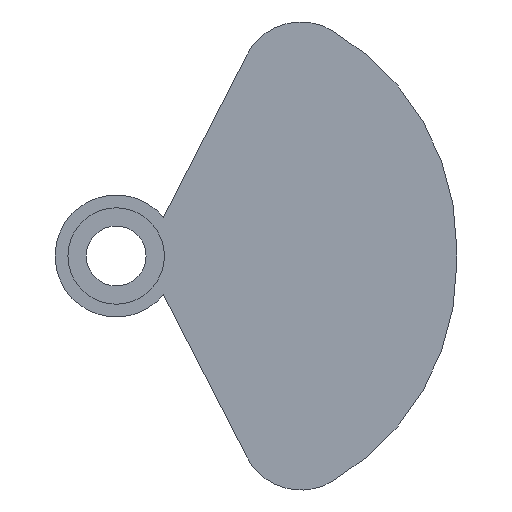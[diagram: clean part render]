
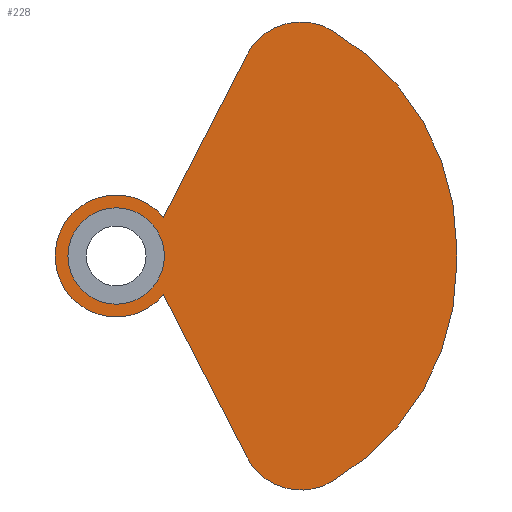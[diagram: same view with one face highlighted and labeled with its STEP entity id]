
A CAD part, left-side view. The second image highlights one B-rep face of the part: STEP entity #228.
In plain terms, the highlighted planar face has unit normal (-1, 0, 0).
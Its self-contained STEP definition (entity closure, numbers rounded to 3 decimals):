
#17=FACE_BOUND('',#52,.T.);
#23=PLANE('',#269);
#36=FACE_OUTER_BOUND('',#51,.T.);
#51=EDGE_LOOP('',(#200,#201,#202,#203,#204,#205,#206,#207));
#52=EDGE_LOOP('',(#208));
#58=LINE('',#366,#74);
#66=LINE('',#398,#82);
#67=LINE('',#401,#83);
#74=VECTOR('',#295,10.);
#82=VECTOR('',#331,10.);
#83=VECTOR('',#334,10.);
#86=CIRCLE('',#245,3.95);
#88=CIRCLE('',#249,5.);
#95=CIRCLE('',#259,5.);
#96=CIRCLE('',#261,20.5);
#97=CIRCLE('',#263,20.5);
#98=CIRCLE('',#268,5.);
#100=VERTEX_POINT('',#346);
#102=VERTEX_POINT('',#353);
#103=VERTEX_POINT('',#354);
#107=VERTEX_POINT('',#364);
#114=VERTEX_POINT('',#382);
#115=VERTEX_POINT('',#384);
#116=VERTEX_POINT('',#388);
#117=VERTEX_POINT('',#392);
#118=VERTEX_POINT('',#400);
#121=EDGE_CURVE('',#100,#100,#86,.T.);
#123=EDGE_CURVE('',#102,#103,#88,.T.);
#129=EDGE_CURVE('',#102,#107,#58,.T.);
#138=EDGE_CURVE('',#114,#115,#95,.T.);
#141=EDGE_CURVE('',#116,#114,#96,.T.);
#142=EDGE_CURVE('',#103,#117,#97,.T.);
#145=EDGE_CURVE('',#116,#117,#66,.T.);
#146=EDGE_CURVE('',#118,#115,#67,.T.);
#148=EDGE_CURVE('',#107,#118,#98,.T.);
#200=ORIENTED_EDGE('',*,*,#123,.F.);
#201=ORIENTED_EDGE('',*,*,#129,.T.);
#202=ORIENTED_EDGE('',*,*,#148,.T.);
#203=ORIENTED_EDGE('',*,*,#146,.T.);
#204=ORIENTED_EDGE('',*,*,#138,.F.);
#205=ORIENTED_EDGE('',*,*,#141,.F.);
#206=ORIENTED_EDGE('',*,*,#145,.T.);
#207=ORIENTED_EDGE('',*,*,#142,.F.);
#208=ORIENTED_EDGE('',*,*,#121,.T.);
#228=ADVANCED_FACE('',(#36,#17),#23,.T.);
#245=AXIS2_PLACEMENT_3D('',#348,#277,#278);
#249=AXIS2_PLACEMENT_3D('',#355,#285,#286);
#259=AXIS2_PLACEMENT_3D('',#385,#313,#314);
#261=AXIS2_PLACEMENT_3D('',#390,#319,#320);
#263=AXIS2_PLACEMENT_3D('',#393,#323,#324);
#268=AXIS2_PLACEMENT_3D('',#404,#338,#339);
#269=AXIS2_PLACEMENT_3D('',#405,#340,#341);
#277=DIRECTION('center_axis',(1.,0.,0.));
#278=DIRECTION('ref_axis',(0.,0.,-1.));
#285=DIRECTION('center_axis',(1.,0.,0.));
#286=DIRECTION('ref_axis',(0.,-0.889,-0.457));
#295=DIRECTION('',(0.,0.457,-0.889));
#313=DIRECTION('center_axis',(1.,0.,0.));
#314=DIRECTION('ref_axis',(0.,-0.889,0.457));
#319=DIRECTION('center_axis',(1.,0.,0.));
#320=DIRECTION('ref_axis',(0.,-0.817,-0.576));
#323=DIRECTION('center_axis',(1.,0.,0.));
#324=DIRECTION('ref_axis',(0.,-0.817,0.576));
#331=DIRECTION('',(0.,0.,1.));
#334=DIRECTION('',(0.,-0.457,-0.889));
#338=DIRECTION('center_axis',(-1.,0.,0.));
#339=DIRECTION('ref_axis',(0.,0.,-1.));
#340=DIRECTION('center_axis',(-1.,0.,0.));
#341=DIRECTION('ref_axis',(0.,0.,-1.));
#346=CARTESIAN_POINT('',(-0.8,32.6,3.95));
#348=CARTESIAN_POINT('Origin',(-0.8,32.6,0.));
#353=CARTESIAN_POINT('',(-0.8,21.904,16.46));
#354=CARTESIAN_POINT('',(-0.8,14.958,18.502));
#355=CARTESIAN_POINT('Origin',(-0.8,17.458,14.172));
#364=CARTESIAN_POINT('',(-0.8,28.738,3.176));
#366=CARTESIAN_POINT('',(-0.8,28.738,3.176));
#382=CARTESIAN_POINT('',(-0.8,14.958,-18.502));
#384=CARTESIAN_POINT('',(-0.8,21.904,-16.46));
#385=CARTESIAN_POINT('Origin',(-0.8,17.458,-14.172));
#388=CARTESIAN_POINT('',(-0.8,4.708,-0.749));
#390=CARTESIAN_POINT('Origin',(-0.8,25.208,-0.749));
#392=CARTESIAN_POINT('',(-0.8,4.708,0.749));
#393=CARTESIAN_POINT('Origin',(-0.8,25.208,0.749));
#398=CARTESIAN_POINT('',(-0.8,4.708,-15.194));
#400=CARTESIAN_POINT('',(-0.8,28.738,-3.176));
#401=CARTESIAN_POINT('',(-0.8,28.738,-3.176));
#404=CARTESIAN_POINT('Origin',(-0.8,32.6,0.));
#405=CARTESIAN_POINT('Origin',(-0.8,21.154,0.));
